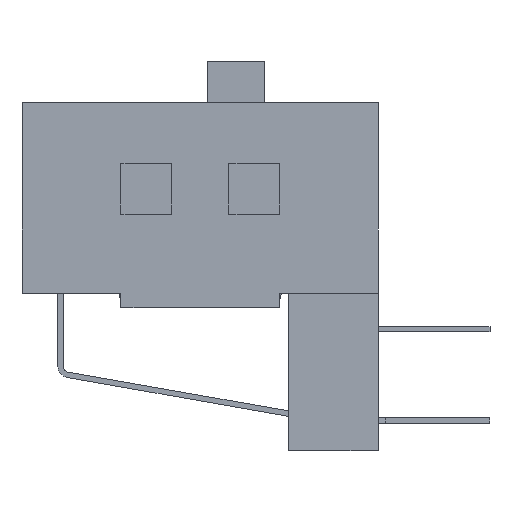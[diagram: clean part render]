
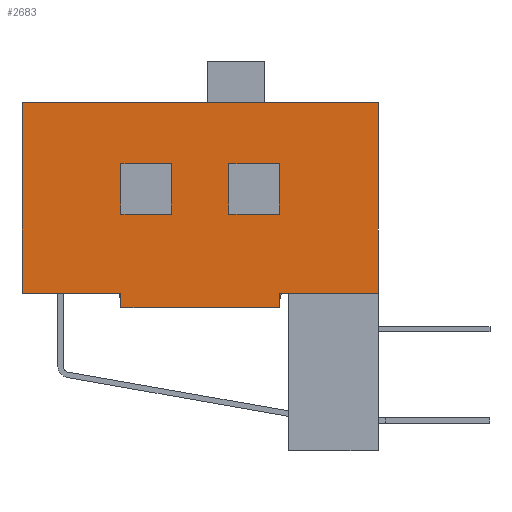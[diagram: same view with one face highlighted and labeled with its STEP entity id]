
A CAD part, left-side view. The second image highlights one B-rep face of the part: STEP entity #2683.
In plain terms, the highlighted planar face has unit normal (-1, 0, 0).
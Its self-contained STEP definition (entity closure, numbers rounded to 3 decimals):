
#2683 = ADVANCED_FACE( '', ( #5266, #5267, #5268 ), #5269, .F. );
#5266 = FACE_BOUND( '', #7798, .T. );
#5267 = FACE_OUTER_BOUND( '', #7799, .T. );
#5268 = FACE_BOUND( '', #7800, .T. );
#5269 = PLANE( '', #7801 );
#7798 = EDGE_LOOP( '', ( #15557, #15558, #15559, #15560 ) );
#7799 = EDGE_LOOP( '', ( #15561, #15562, #15563, #15564, #15565, #15566, #15567, #15568 ) );
#7800 = EDGE_LOOP( '', ( #15569, #15570, #15571, #15572 ) );
#7801 = AXIS2_PLACEMENT_3D( '', #15573, #15574, #15575 );
#15557 = ORIENTED_EDGE( '', *, *, #18359, .F. );
#15558 = ORIENTED_EDGE( '', *, *, #16607, .F. );
#15559 = ORIENTED_EDGE( '', *, *, #18362, .F. );
#15560 = ORIENTED_EDGE( '', *, *, #18107, .F. );
#15561 = ORIENTED_EDGE( '', *, *, #16228, .T. );
#15562 = ORIENTED_EDGE( '', *, *, #18781, .T. );
#15563 = ORIENTED_EDGE( '', *, *, #18715, .F. );
#15564 = ORIENTED_EDGE( '', *, *, #17727, .F. );
#15565 = ORIENTED_EDGE( '', *, *, #17481, .T. );
#15566 = ORIENTED_EDGE( '', *, *, #17276, .T. );
#15567 = ORIENTED_EDGE( '', *, *, #17351, .T. );
#15568 = ORIENTED_EDGE( '', *, *, #17987, .T. );
#15569 = ORIENTED_EDGE( '', *, *, #18901, .F. );
#15570 = ORIENTED_EDGE( '', *, *, #16603, .F. );
#15571 = ORIENTED_EDGE( '', *, *, #16232, .F. );
#15572 = ORIENTED_EDGE( '', *, *, #18285, .F. );
#15573 = CARTESIAN_POINT( '', ( -10.66, 4.95, 5.7 ) );
#15574 = DIRECTION( '', ( 1., 0., 0. ) );
#15575 = DIRECTION( '', ( 0., 0., -1. ) );
#16228 = EDGE_CURVE( '', #19485, #19483, #19486, .T. );
#16232 = EDGE_CURVE( '', #19489, #19492, #19493, .T. );
#16603 = EDGE_CURVE( '', #19492, #20153, #20154, .T. );
#16607 = EDGE_CURVE( '', #20159, #20161, #20162, .T. );
#17276 = EDGE_CURVE( '', #21260, #21258, #21261, .T. );
#17351 = EDGE_CURVE( '', #21258, #21371, #21373, .T. );
#17481 = EDGE_CURVE( '', #21565, #21260, #21566, .T. );
#17727 = EDGE_CURVE( '', #21565, #21921, #21922, .T. );
#17987 = EDGE_CURVE( '', #21371, #19485, #22305, .T. );
#18107 = EDGE_CURVE( '', #22469, #22471, #22472, .T. );
#18285 = EDGE_CURVE( '', #22698, #19489, #22701, .T. );
#18359 = EDGE_CURVE( '', #20161, #22469, #22784, .T. );
#18362 = EDGE_CURVE( '', #22471, #20159, #22787, .T. );
#18715 = EDGE_CURVE( '', #21921, #23218, #23219, .T. );
#18781 = EDGE_CURVE( '', #19483, #23218, #23299, .T. );
#18901 = EDGE_CURVE( '', #20153, #22698, #23431, .T. );
#19483 = VERTEX_POINT( '', #24295 );
#19485 = VERTEX_POINT( '', #24298 );
#19486 = LINE( '', #24299, #24300 );
#19489 = VERTEX_POINT( '', #24304 );
#19492 = VERTEX_POINT( '', #24308 );
#19493 = LINE( '', #24309, #24310 );
#20153 = VERTEX_POINT( '', #25357 );
#20154 = LINE( '', #25358, #25359 );
#20159 = VERTEX_POINT( '', #25366 );
#20161 = VERTEX_POINT( '', #25369 );
#20162 = LINE( '', #25370, #25371 );
#21258 = VERTEX_POINT( '', #27206 );
#21260 = VERTEX_POINT( '', #27209 );
#21261 = LINE( '', #27210, #27211 );
#21371 = VERTEX_POINT( '', #27521 );
#21373 = LINE( '', #27524, #27525 );
#21565 = VERTEX_POINT( '', #27809 );
#21566 = LINE( '', #27810, #27811 );
#21921 = VERTEX_POINT( '', #28434 );
#21922 = LINE( '', #28435, #28436 );
#22305 = LINE( '', #29202, #29203 );
#22469 = VERTEX_POINT( '', #29457 );
#22471 = VERTEX_POINT( '', #29460 );
#22472 = LINE( '', #29461, #29462 );
#22698 = VERTEX_POINT( '', #29831 );
#22701 = LINE( '', #29835, #29836 );
#22784 = LINE( '', #29964, #29965 );
#22787 = LINE( '', #29969, #29970 );
#23218 = VERTEX_POINT( '', #30621 );
#23219 = LINE( '', #30622, #30623 );
#23299 = LINE( '', #30762, #30763 );
#23431 = LINE( '', #30970, #30971 );
#24295 = CARTESIAN_POINT( '', ( -10.66, -2.2, 0.4 ) );
#24298 = CARTESIAN_POINT( '', ( -10.66, -2.2, 0. ) );
#24299 = CARTESIAN_POINT( '', ( -10.66, -2.2, 0. ) );
#24300 = VECTOR( '', #31323, 1000. );
#24304 = CARTESIAN_POINT( '', ( -10.66, -2.2, 2.6 ) );
#24308 = CARTESIAN_POINT( '', ( -10.66, -2.2, 4. ) );
#24309 = CARTESIAN_POINT( '', ( -10.66, -2.2, 2.6 ) );
#24310 = VECTOR( '', #31326, 1000. );
#25357 = CARTESIAN_POINT( '', ( -10.66, -0.8, 4. ) );
#25358 = CARTESIAN_POINT( '', ( -10.66, -2.2, 4. ) );
#25359 = VECTOR( '', #31605, 1000. );
#25366 = CARTESIAN_POINT( '', ( -10.66, 0.8, 4. ) );
#25369 = CARTESIAN_POINT( '', ( -10.66, 2.2, 4. ) );
#25370 = CARTESIAN_POINT( '', ( -10.66, 0.8, 4. ) );
#25371 = VECTOR( '', #31609, 1000. );
#27206 = CARTESIAN_POINT( '', ( -10.66, 2.2, 0.4 ) );
#27209 = CARTESIAN_POINT( '', ( -10.66, 4.95, 0.4 ) );
#27210 = CARTESIAN_POINT( '', ( -10.66, 4.95, 0.4 ) );
#27211 = VECTOR( '', #32136, 1000. );
#27521 = CARTESIAN_POINT( '', ( -10.66, 2.2, 0. ) );
#27524 = CARTESIAN_POINT( '', ( -10.66, 2.2, 0.4 ) );
#27525 = VECTOR( '', #32184, 1000. );
#27809 = CARTESIAN_POINT( '', ( -10.66, 4.95, 5.7 ) );
#27810 = CARTESIAN_POINT( '', ( -10.66, 4.95, 5.7 ) );
#27811 = VECTOR( '', #32290, 1000. );
#28434 = CARTESIAN_POINT( '', ( -10.66, -4.95, 5.7 ) );
#28435 = CARTESIAN_POINT( '', ( -10.66, 4.95, 5.7 ) );
#28436 = VECTOR( '', #32466, 1000. );
#29202 = CARTESIAN_POINT( '', ( -10.66, 4.95, 0. ) );
#29203 = VECTOR( '', #32633, 1000. );
#29457 = CARTESIAN_POINT( '', ( -10.66, 2.2, 2.6 ) );
#29460 = CARTESIAN_POINT( '', ( -10.66, 0.8, 2.6 ) );
#29461 = CARTESIAN_POINT( '', ( -10.66, 2.2, 2.6 ) );
#29462 = VECTOR( '', #32731, 1000. );
#29831 = CARTESIAN_POINT( '', ( -10.66, -0.8, 2.6 ) );
#29835 = CARTESIAN_POINT( '', ( -10.66, -0.8, 2.6 ) );
#29836 = VECTOR( '', #32857, 1000. );
#29964 = CARTESIAN_POINT( '', ( -10.66, 2.2, 4. ) );
#29965 = VECTOR( '', #32902, 1000. );
#29969 = CARTESIAN_POINT( '', ( -10.66, 0.8, 2.6 ) );
#29970 = VECTOR( '', #32904, 1000. );
#30621 = CARTESIAN_POINT( '', ( -10.66, -4.95, 0.4 ) );
#30622 = CARTESIAN_POINT( '', ( -10.66, -4.95, 5.7 ) );
#30623 = VECTOR( '', #33127, 1000. );
#30762 = CARTESIAN_POINT( '', ( -10.66, -2.2, 0.4 ) );
#30763 = VECTOR( '', #33163, 1000. );
#30970 = CARTESIAN_POINT( '', ( -10.66, -0.8, 4. ) );
#30971 = VECTOR( '', #33221, 1000. );
#31323 = DIRECTION( '', ( 0., 0., 1. ) );
#31326 = DIRECTION( '', ( 0., 0., 1. ) );
#31605 = DIRECTION( '', ( 0., 1., 0. ) );
#31609 = DIRECTION( '', ( 0., 1., 0. ) );
#32136 = DIRECTION( '', ( 0., -1., 0. ) );
#32184 = DIRECTION( '', ( 0., 0., -1. ) );
#32290 = DIRECTION( '', ( 0., 0., -1. ) );
#32466 = DIRECTION( '', ( 0., -1., 0. ) );
#32633 = DIRECTION( '', ( 0., -1., 0. ) );
#32731 = DIRECTION( '', ( 0., -1., 0. ) );
#32857 = DIRECTION( '', ( 0., -1., 0. ) );
#32902 = DIRECTION( '', ( 0., 0., -1. ) );
#32904 = DIRECTION( '', ( 0., 0., 1. ) );
#33127 = DIRECTION( '', ( 0., 0., -1. ) );
#33163 = DIRECTION( '', ( 0., -1., 0. ) );
#33221 = DIRECTION( '', ( 0., 0., -1. ) );
